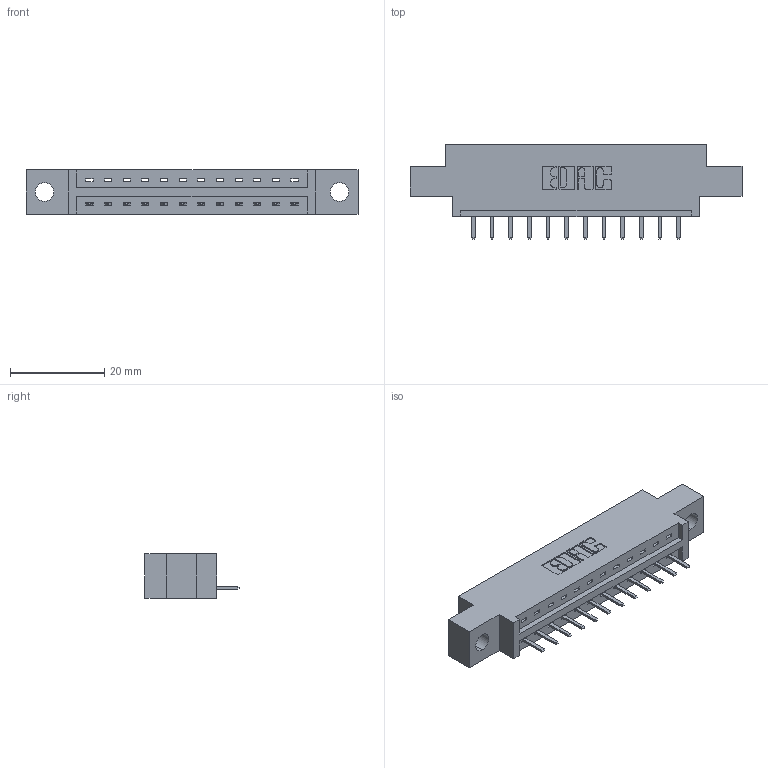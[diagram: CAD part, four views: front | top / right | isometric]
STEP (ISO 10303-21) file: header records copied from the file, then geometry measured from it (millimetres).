
FILE_DESCRIPTION (( 'STEP AP203' ), '1' );
FILE_NAME ('337-012-520-604.STEP', '2018-08-04T02:46:17', ( '' ), ( '' ), 'SwSTEP 2.0', 'SolidWorks 2016', '' );
FILE_SCHEMA (( 'CONFIG_CONTROL_DESIGN' ));
Length unit declared in the file: inch
Products named in the file (3): 337 Part_0.170 Offset - 0.156 Dia-TH; 345-292-001_345-293-120; 337-012-520-604
Assembly tree (13 placements, depth 2):
  337-012-520-604
    337 Part_0.170 Offset - 0.156 Dia-TH
    345-292-001_345-293-120  x12
Bounding box: 70.56 x 20.02 x 9.4 mm (x, y, z)
Volume: 6718.4 mm3; surface area: 6543.4 mm2
Topology: 13 solids, 13 shells, 910 faces, 2675 edges, 1750 vertices
Faces by surface type: plane 650, cylinder 260
Entity records: 13049 total; most frequent: CARTESIAN_POINT 2290, ORIENTED_EDGE 2226, DIRECTION 1977, EDGE_CURVE 1113, VECTOR 981, LINE 981, VERTEX_POINT 738, AXIS2_PLACEMENT_3D 498
